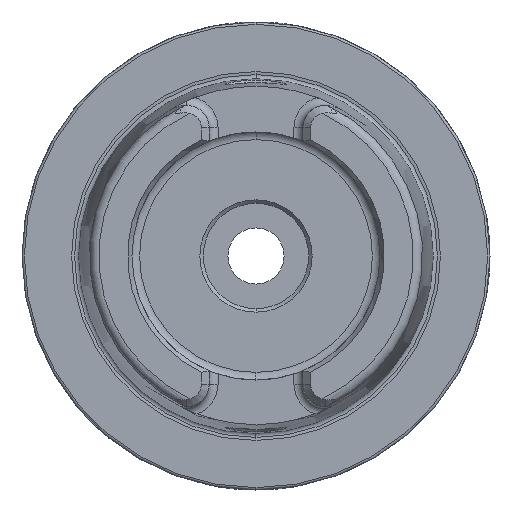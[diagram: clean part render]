
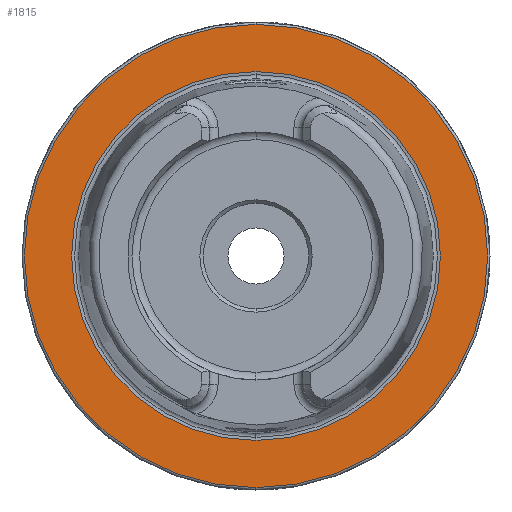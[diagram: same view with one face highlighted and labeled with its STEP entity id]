
A CAD part, left-side view. The second image highlights one B-rep face of the part: STEP entity #1815.
In plain terms, the highlighted planar face has unit normal (-1, 0, 0).
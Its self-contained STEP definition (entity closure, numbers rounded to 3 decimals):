
#168 = EDGE_LOOP ( 'NONE', ( #5819, #1703 ) ) ;
#332 = AXIS2_PLACEMENT_3D ( 'NONE', #5338, #4738, #757 ) ;
#757 = DIRECTION ( 'NONE',  ( 0., 0., 1. ) ) ;
#1126 = CARTESIAN_POINT ( 'NONE',  ( 0., 0., 0. ) ) ;
#1325 = VERTEX_POINT ( 'NONE', #7610 ) ;
#1449 = EDGE_CURVE ( 'NONE', #7505, #5786, #6809, .T. ) ;
#1561 = VERTEX_POINT ( 'NONE', #1978 ) ;
#1703 = ORIENTED_EDGE ( 'NONE', *, *, #5298, .T. ) ;
#1815 = ADVANCED_FACE ( 'NONE', ( #4417, #8505 ), #4142, .F. ) ;
#1871 = DIRECTION ( 'NONE',  ( 0., 0., 1. ) ) ;
#1978 = CARTESIAN_POINT ( 'NONE',  ( 0., 0., -39.405 ) ) ;
#1995 = DIRECTION ( 'NONE',  ( 0., 0., 1. ) ) ;
#2273 = CARTESIAN_POINT ( 'NONE',  ( 0., 0., -49.5 ) ) ;
#2404 = ORIENTED_EDGE ( 'NONE', *, *, #7276, .F. ) ;
#2839 = ORIENTED_EDGE ( 'NONE', *, *, #2949, .F. ) ;
#2926 = CARTESIAN_POINT ( 'NONE',  ( 0., 49.5, 0. ) ) ;
#2949 = EDGE_CURVE ( 'NONE', #1325, #1561, #5126, .T. ) ;
#3883 = AXIS2_PLACEMENT_3D ( 'NONE', #2926, #4210, #6878 ) ;
#3921 = DIRECTION ( 'NONE',  ( -1., 0., 0. ) ) ;
#4142 = PLANE ( 'NONE',  #3883 ) ;
#4210 = DIRECTION ( 'NONE',  ( 1., 0., 0. ) ) ;
#4417 = FACE_BOUND ( 'NONE', #7288, .T. ) ;
#4450 = CIRCLE ( 'NONE', #7600, 49.5 ) ;
#4561 = CARTESIAN_POINT ( 'NONE',  ( 0., 0., 0. ) ) ;
#4738 = DIRECTION ( 'NONE',  ( -1., 0., 0. ) ) ;
#4875 = CIRCLE ( 'NONE', #332, 39.405 ) ;
#5126 = CIRCLE ( 'NONE', #6915, 39.405 ) ;
#5298 = EDGE_CURVE ( 'NONE', #5786, #7505, #4450, .T. ) ;
#5338 = CARTESIAN_POINT ( 'NONE',  ( 0., 0., 0. ) ) ;
#5741 = DIRECTION ( 'NONE',  ( 0., 0., 1. ) ) ;
#5786 = VERTEX_POINT ( 'NONE', #2273 ) ;
#5819 = ORIENTED_EDGE ( 'NONE', *, *, #1449, .T. ) ;
#5882 = DIRECTION ( 'NONE',  ( -1., 0., 0. ) ) ;
#6230 = AXIS2_PLACEMENT_3D ( 'NONE', #1126, #7036, #5741 ) ;
#6496 = CARTESIAN_POINT ( 'NONE',  ( 0., 0., 49.5 ) ) ;
#6809 = CIRCLE ( 'NONE', #6230, 49.5 ) ;
#6878 = DIRECTION ( 'NONE',  ( 0., 0., -1. ) ) ;
#6915 = AXIS2_PLACEMENT_3D ( 'NONE', #8000, #3921, #1995 ) ;
#7036 = DIRECTION ( 'NONE',  ( -1., 0., 0. ) ) ;
#7276 = EDGE_CURVE ( 'NONE', #1561, #1325, #4875, .T. ) ;
#7288 = EDGE_LOOP ( 'NONE', ( #2839, #2404 ) ) ;
#7505 = VERTEX_POINT ( 'NONE', #6496 ) ;
#7600 = AXIS2_PLACEMENT_3D ( 'NONE', #4561, #5882, #1871 ) ;
#7610 = CARTESIAN_POINT ( 'NONE',  ( 0., 0., 39.405 ) ) ;
#8000 = CARTESIAN_POINT ( 'NONE',  ( 0., 0., 0. ) ) ;
#8505 = FACE_OUTER_BOUND ( 'NONE', #168, .T. ) ;
